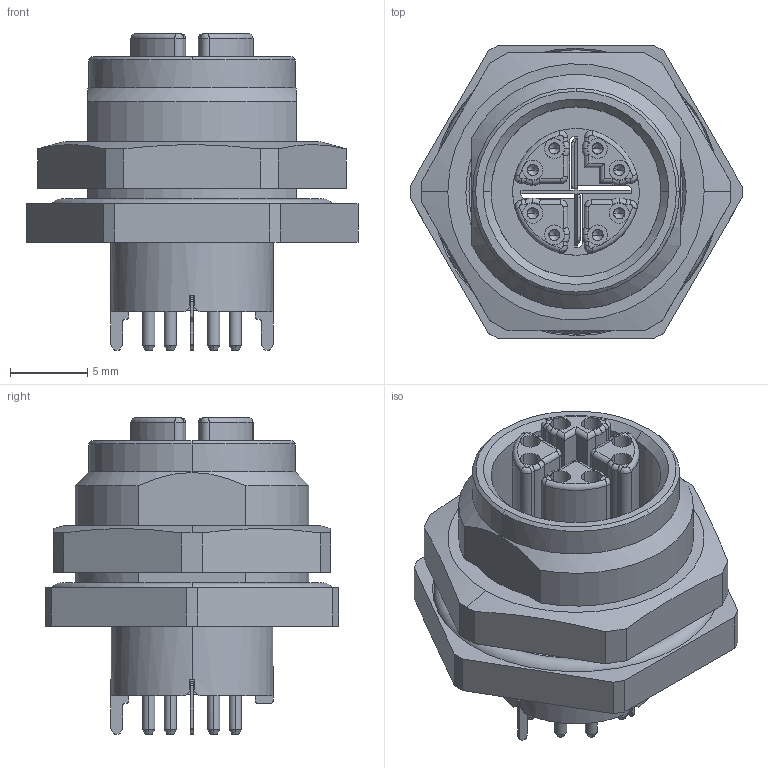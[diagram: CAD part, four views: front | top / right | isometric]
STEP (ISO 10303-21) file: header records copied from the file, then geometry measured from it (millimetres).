
FILE_DESCRIPTION(('CATIA V5 STEP Exchange','CAx-IF Rec.Pracs.--- Model Styling and Organization---1.4--- 2014-01-23'),'2;1');
FILE_NAME ('013412-3_0', '2020-04-22T05:39:33+00:00', ('none'), ('Weidmueller'), 'CATIA Version 5-6 Release 2016 SP3 HF44', 'CATIA V5 STEP AP214', 'none');
FILE_SCHEMA(('AUTOMOTIVE_DESIGN { 1 0 10303 214 1 1 1 1 }'));
Length unit declared in the file: millimetre
Products named in the file (1): 1444650000
Bounding box: 21.5 x 19 x 20.5 mm (x, y, z)
Volume: 2305.5 mm3; surface area: 4693.1 mm2
Topology: 19 solids, 19 shells, 980 faces, 2598 edges, 1648 vertices
Faces by surface type: plane 430, cylinder 325, cone 124, torus 54, extrusion 34, bspline 13
Entity records: 30859 total; most frequent: CARTESIAN_POINT 9032, ORIENTED_EDGE 5164, DIRECTION 3457, EDGE_CURVE 2466, VERTEX_POINT 1548, AXIS2_PLACEMENT_3D 1419, VECTOR 1296, LINE 1262
